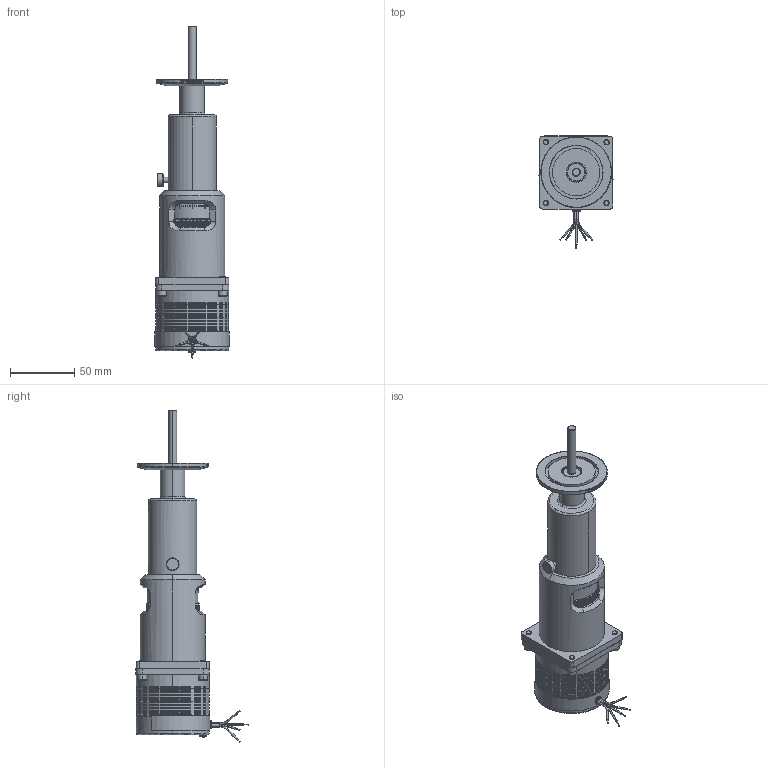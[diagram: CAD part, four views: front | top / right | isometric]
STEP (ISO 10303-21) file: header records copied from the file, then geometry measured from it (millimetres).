
FILE_DESCRIPTION (( 'STEP AP203' ), '1' );
FILE_NAME ('102150.11.stp', '2019-04-18T20:14:31', ( '' ), ( '' ), 'SwSTEP 2.0', 'SolidWorks 2012', '' );
FILE_SCHEMA (( 'CONFIG_CONTROL_DESIGN' ));
Products named in the file (1): 102150.11
Bounding box: 57.4 x 86.93 x 257.45 mm (x, y, z)
Volume: 359846.6 mm3; surface area: 47434.2 mm2
Topology: 1 solids, 9 shells, 1585 faces, 4313 edges, 2801 vertices
Faces by surface type: plane 660, cylinder 549, bspline 189, cone 187
Entity records: 76573 total; most frequent: CARTESIAN_POINT 37702, ORIENTED_EDGE 8594, DIRECTION 7633, EDGE_CURVE 4297, AXIS2_PLACEMENT_3D 2854, VERTEX_POINT 2795, VECTOR 1925, LINE 1925
